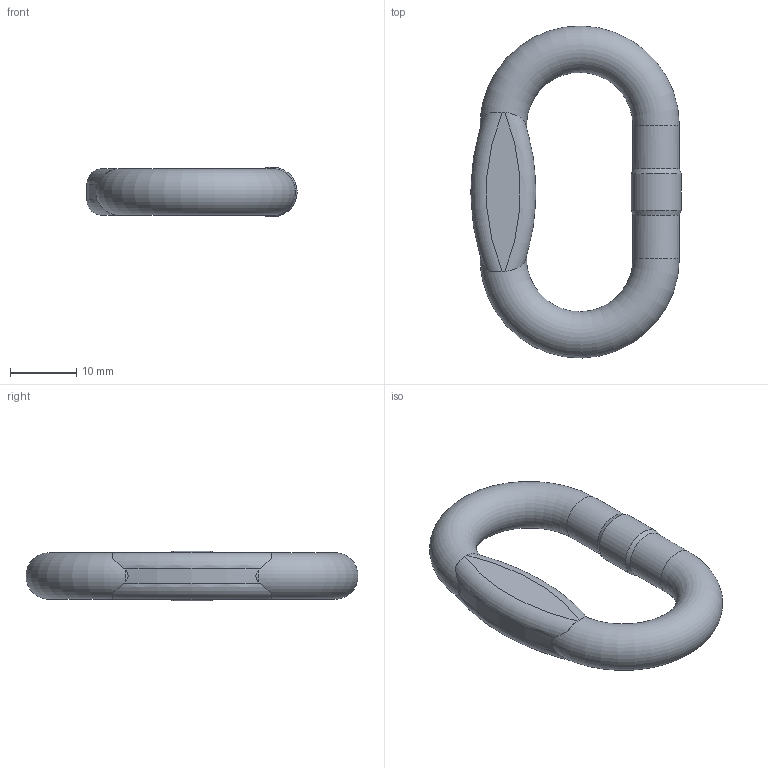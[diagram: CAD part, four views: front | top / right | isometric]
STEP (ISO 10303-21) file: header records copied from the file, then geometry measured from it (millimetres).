
FILE_DESCRIPTION(/* description */ (''),/* implementation_level */ '2;1');
FILE_NAME(/* name */ 'B8W 7',/* time_stamp */ '2007-09-14T12:39:38+02:00',/* author */ (''),/* organization */ (''),/* preprocessor_version */ 'ST-DEVELOPER v9',/* originating_system */ 'UGS - NX 4.0',/* authorisation */ '');
FILE_SCHEMA (('AUTOMOTIVE_DESIGN { 1 0 10303 214 1 1 1 1 }'));
Length unit declared in the file: millimetre
Products named in the file (1): ritBF0Bcf40
Bounding box: 31.66 x 49.97 x 7.53 mm (x, y, z)
Volume: 4732.8 mm3; surface area: 2600.2 mm2
Topology: 1 solids, 1 shells, 27 faces, 73 edges, 46 vertices
Faces by surface type: plane 10, cylinder 9, torus 6, cone 2
Full cylindrical faces by diameter (mm): 7 x2, 7.525 x1
Entity records: 926 total; most frequent: CARTESIAN_POINT 332, ORIENTED_EDGE 124, DIRECTION 100, EDGE_CURVE 62, AXIS2_PLACEMENT_3D 46, VERTEX_POINT 42, B_SPLINE_CURVE_WITH_KNOTS 36, EDGE_LOOP 34
